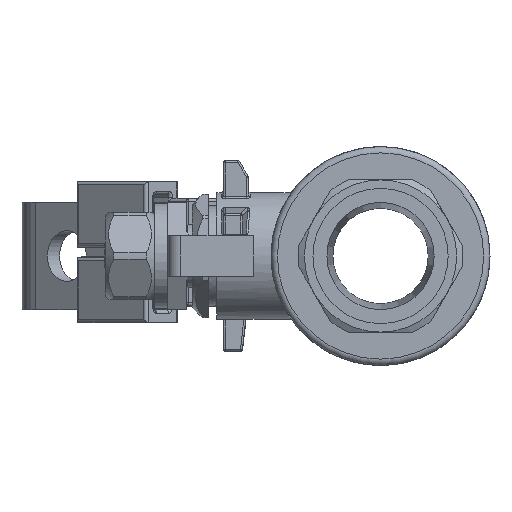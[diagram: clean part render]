
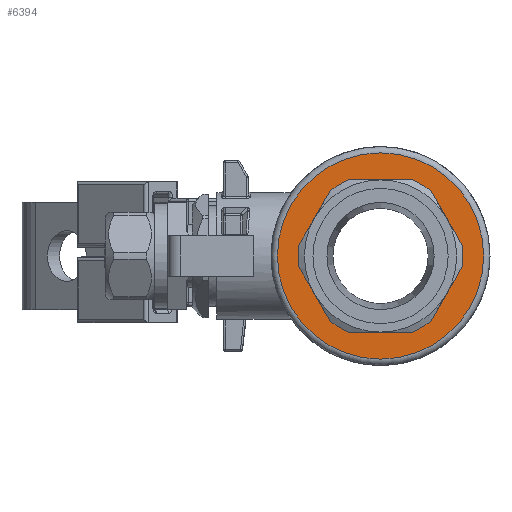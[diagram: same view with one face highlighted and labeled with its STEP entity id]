
A CAD part, left-side view. The second image highlights one B-rep face of the part: STEP entity #6394.
In plain terms, the highlighted planar face has unit normal (-1, 0, 0).
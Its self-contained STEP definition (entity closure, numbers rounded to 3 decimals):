
#273=PLANE('',#7156);
#693=LINE('',#11906,#1122);
#694=LINE('',#11910,#1123);
#695=LINE('',#11914,#1124);
#696=LINE('',#11918,#1125);
#697=LINE('',#11922,#1126);
#698=LINE('',#11926,#1127);
#1122=VECTOR('',#9060,1000.);
#1123=VECTOR('',#9063,1000.);
#1124=VECTOR('',#9066,1000.);
#1125=VECTOR('',#9069,1000.);
#1126=VECTOR('',#9072,1000.);
#1127=VECTOR('',#9075,1000.);
#1490=CIRCLE('',#7157,13.);
#1491=CIRCLE('',#7158,13.);
#1492=CIRCLE('',#7159,13.);
#1493=CIRCLE('',#7160,13.);
#1494=CIRCLE('',#7161,13.);
#1495=CIRCLE('',#7162,13.);
#1496=CIRCLE('',#7163,16.25);
#3295=ORIENTED_EDGE('',*,*,#4289,.F.);
#3296=ORIENTED_EDGE('',*,*,#4290,.F.);
#3297=ORIENTED_EDGE('',*,*,#4291,.F.);
#3298=ORIENTED_EDGE('',*,*,#4292,.F.);
#3299=ORIENTED_EDGE('',*,*,#4293,.F.);
#3300=ORIENTED_EDGE('',*,*,#4294,.F.);
#3301=ORIENTED_EDGE('',*,*,#4295,.F.);
#3302=ORIENTED_EDGE('',*,*,#4296,.F.);
#3303=ORIENTED_EDGE('',*,*,#4297,.F.);
#3304=ORIENTED_EDGE('',*,*,#4298,.F.);
#3305=ORIENTED_EDGE('',*,*,#4299,.F.);
#3306=ORIENTED_EDGE('',*,*,#4300,.F.);
#3307=ORIENTED_EDGE('',*,*,#4301,.T.);
#4289=EDGE_CURVE('',#4877,#4878,#1490,.T.);
#4290=EDGE_CURVE('',#4879,#4877,#693,.T.);
#4291=EDGE_CURVE('',#4880,#4879,#1491,.T.);
#4292=EDGE_CURVE('',#4881,#4880,#694,.T.);
#4293=EDGE_CURVE('',#4882,#4881,#1492,.T.);
#4294=EDGE_CURVE('',#4883,#4882,#695,.T.);
#4295=EDGE_CURVE('',#4884,#4883,#1493,.T.);
#4296=EDGE_CURVE('',#4885,#4884,#696,.T.);
#4297=EDGE_CURVE('',#4886,#4885,#1494,.T.);
#4298=EDGE_CURVE('',#4887,#4886,#697,.T.);
#4299=EDGE_CURVE('',#4888,#4887,#1495,.T.);
#4300=EDGE_CURVE('',#4878,#4888,#698,.T.);
#4301=EDGE_CURVE('',#4889,#4889,#1496,.T.);
#4877=VERTEX_POINT('',#11904);
#4878=VERTEX_POINT('',#11905);
#4879=VERTEX_POINT('',#11907);
#4880=VERTEX_POINT('',#11909);
#4881=VERTEX_POINT('',#11911);
#4882=VERTEX_POINT('',#11913);
#4883=VERTEX_POINT('',#11915);
#4884=VERTEX_POINT('',#11917);
#4885=VERTEX_POINT('',#11919);
#4886=VERTEX_POINT('',#11921);
#4887=VERTEX_POINT('',#11923);
#4888=VERTEX_POINT('',#11925);
#4889=VERTEX_POINT('',#11928);
#5412=EDGE_LOOP('',(#3295,#3296,#3297,#3298,#3299,#3300,#3301,#3302,#3303,
#3304,#3305,#3306));
#5413=EDGE_LOOP('',(#3307));
#5839=FACE_BOUND('',#5412,.T.);
#5840=FACE_BOUND('',#5413,.T.);
#6394=ADVANCED_FACE('',(#5839,#5840),#273,.F.);
#7156=AXIS2_PLACEMENT_3D('',#11902,#9056,#9057);
#7157=AXIS2_PLACEMENT_3D('',#11903,#9058,#9059);
#7158=AXIS2_PLACEMENT_3D('',#11908,#9061,#9062);
#7159=AXIS2_PLACEMENT_3D('',#11912,#9064,#9065);
#7160=AXIS2_PLACEMENT_3D('',#11916,#9067,#9068);
#7161=AXIS2_PLACEMENT_3D('',#11920,#9070,#9071);
#7162=AXIS2_PLACEMENT_3D('',#11924,#9073,#9074);
#7163=AXIS2_PLACEMENT_3D('',#11927,#9076,#9077);
#9056=DIRECTION('',(1.,0.,0.));
#9057=DIRECTION('',(0.,0.,-1.));
#9058=DIRECTION('',(-1.,0.,0.));
#9059=DIRECTION('',(0.,0.,1.));
#9060=DIRECTION('',(0.,-0.5,-0.866));
#9061=DIRECTION('',(-1.,0.,0.));
#9062=DIRECTION('',(0.,0.,1.));
#9063=DIRECTION('',(0.,0.5,-0.866));
#9064=DIRECTION('',(-1.,0.,0.));
#9065=DIRECTION('',(0.,0.,1.));
#9066=DIRECTION('',(0.,1.,0.));
#9067=DIRECTION('',(-1.,0.,0.));
#9068=DIRECTION('',(0.,0.,1.));
#9069=DIRECTION('',(0.,0.5,0.866));
#9070=DIRECTION('',(-1.,0.,0.));
#9071=DIRECTION('',(0.,0.,1.));
#9072=DIRECTION('',(0.,-0.5,0.866));
#9073=DIRECTION('',(-1.,0.,0.));
#9074=DIRECTION('',(0.,0.,1.));
#9075=DIRECTION('',(0.,-1.,0.));
#9076=DIRECTION('',(-1.,0.,0.));
#9077=DIRECTION('',(0.,0.,1.));
#11902=CARTESIAN_POINT('',(-17.5,16.25,0.));
#11903=CARTESIAN_POINT('',(-17.5,0.,0.));
#11904=CARTESIAN_POINT('',(-17.5,7.892,-10.33));
#11905=CARTESIAN_POINT('',(-17.5,5.,-12.));
#11906=CARTESIAN_POINT('',(-17.5,12.892,-1.67));
#11907=CARTESIAN_POINT('',(-17.5,12.892,-1.67));
#11908=CARTESIAN_POINT('',(-17.5,0.,0.));
#11909=CARTESIAN_POINT('',(-17.5,12.892,1.67));
#11910=CARTESIAN_POINT('',(-17.5,7.892,10.33));
#11911=CARTESIAN_POINT('',(-17.5,7.892,10.33));
#11912=CARTESIAN_POINT('',(-17.5,0.,0.));
#11913=CARTESIAN_POINT('',(-17.5,5.,12.));
#11914=CARTESIAN_POINT('',(-17.5,-5.,12.));
#11915=CARTESIAN_POINT('',(-17.5,-5.,12.));
#11916=CARTESIAN_POINT('',(-17.5,0.,0.));
#11917=CARTESIAN_POINT('',(-17.5,-7.892,10.33));
#11918=CARTESIAN_POINT('',(-17.5,-12.892,1.67));
#11919=CARTESIAN_POINT('',(-17.5,-12.892,1.67));
#11920=CARTESIAN_POINT('',(-17.5,0.,0.));
#11921=CARTESIAN_POINT('',(-17.5,-12.892,-1.67));
#11922=CARTESIAN_POINT('',(-17.5,-7.892,-10.33));
#11923=CARTESIAN_POINT('',(-17.5,-7.892,-10.33));
#11924=CARTESIAN_POINT('',(-17.5,0.,0.));
#11925=CARTESIAN_POINT('',(-17.5,-5.,-12.));
#11926=CARTESIAN_POINT('',(-17.5,5.,-12.));
#11927=CARTESIAN_POINT('',(-17.5,0.,0.));
#11928=CARTESIAN_POINT('',(-17.5,0.,16.25));
